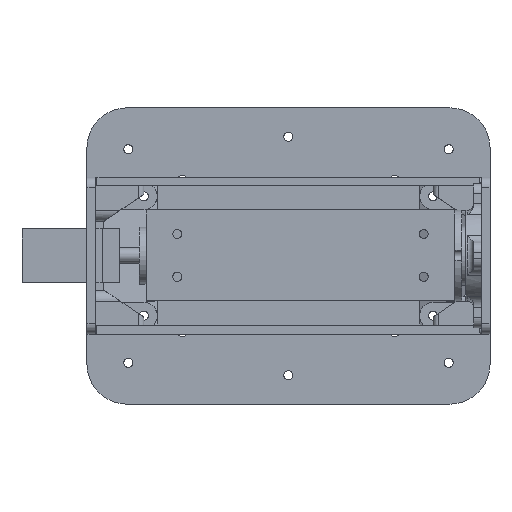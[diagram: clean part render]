
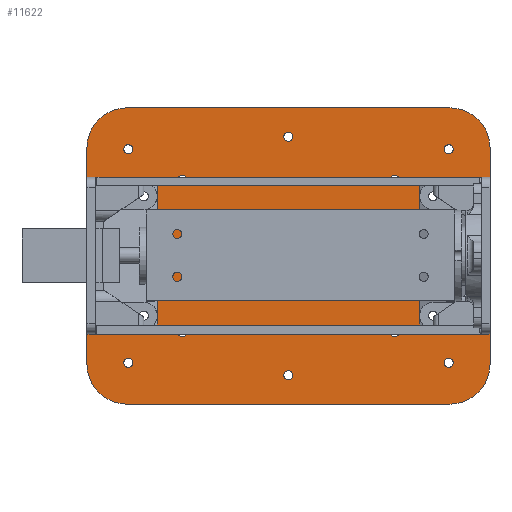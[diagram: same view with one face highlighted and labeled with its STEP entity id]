
A CAD part, top view. The second image highlights one B-rep face of the part: STEP entity #11622.
In plain terms, the highlighted planar face has unit normal (0, 0, 1).
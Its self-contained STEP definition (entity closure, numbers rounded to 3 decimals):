
#1194=LINE('',#27760,#1831);
#1200=LINE('',#27775,#1837);
#1210=LINE('',#27813,#1847);
#1211=LINE('',#27815,#1848);
#1831=VECTOR('',#16107,10.);
#1837=VECTOR('',#16123,10.);
#1847=VECTOR('',#16171,10.);
#1848=VECTOR('',#16174,10.);
#2435=FACE_BOUND('',#3860,.T.);
#2436=FACE_BOUND('',#3861,.T.);
#2437=FACE_BOUND('',#3862,.T.);
#2438=FACE_BOUND('',#3863,.T.);
#2439=FACE_BOUND('',#3864,.T.);
#2440=FACE_BOUND('',#3865,.T.);
#2441=FACE_BOUND('',#3866,.T.);
#2442=FACE_BOUND('',#3867,.T.);
#2443=FACE_BOUND('',#3868,.T.);
#2444=FACE_BOUND('',#3869,.T.);
#2445=FACE_BOUND('',#3870,.T.);
#2446=FACE_BOUND('',#3871,.T.);
#2447=FACE_BOUND('',#3872,.T.);
#2448=FACE_BOUND('',#3873,.T.);
#2449=FACE_BOUND('',#3874,.T.);
#3035=FACE_OUTER_BOUND('',#3859,.T.);
#3859=EDGE_LOOP('',(#10352,#10353,#10354,#10355,#10356,#10357,#10358,#10359));
#3860=EDGE_LOOP('',(#10360));
#3861=EDGE_LOOP('',(#10361));
#3862=EDGE_LOOP('',(#10362));
#3863=EDGE_LOOP('',(#10363));
#3864=EDGE_LOOP('',(#10364));
#3865=EDGE_LOOP('',(#10365));
#3866=EDGE_LOOP('',(#10366));
#3867=EDGE_LOOP('',(#10367));
#3868=EDGE_LOOP('',(#10368));
#3869=EDGE_LOOP('',(#10369));
#3870=EDGE_LOOP('',(#10370));
#3871=EDGE_LOOP('',(#10371));
#3872=EDGE_LOOP('',(#10372));
#3873=EDGE_LOOP('',(#10373));
#3874=EDGE_LOOP('',(#10374));
#4585=CIRCLE('',#13072,1.7);
#4587=CIRCLE('',#13075,1.7);
#4589=CIRCLE('',#13078,1.7);
#4591=CIRCLE('',#13081,1.7);
#4593=CIRCLE('',#13084,1.7);
#4595=CIRCLE('',#13087,1.7);
#4597=CIRCLE('',#13090,1.7);
#4599=CIRCLE('',#13093,15.);
#4611=CIRCLE('',#13108,15.);
#4612=CIRCLE('',#13110,15.);
#4613=CIRCLE('',#13113,15.);
#4614=CIRCLE('',#13115,1.7);
#4615=CIRCLE('',#13117,1.7);
#4616=CIRCLE('',#13119,1.7);
#4617=CIRCLE('',#13121,1.7);
#4618=CIRCLE('',#13123,1.7);
#4619=CIRCLE('',#13125,1.7);
#4620=CIRCLE('',#13127,1.7);
#4621=CIRCLE('',#13129,1.7);
#5589=VERTEX_POINT('',#27680);
#5591=VERTEX_POINT('',#27686);
#5593=VERTEX_POINT('',#27692);
#5595=VERTEX_POINT('',#27698);
#5597=VERTEX_POINT('',#27704);
#5599=VERTEX_POINT('',#27710);
#5601=VERTEX_POINT('',#27716);
#5604=VERTEX_POINT('',#27723);
#5605=VERTEX_POINT('',#27725);
#5620=VERTEX_POINT('',#27759);
#5621=VERTEX_POINT('',#27763);
#5622=VERTEX_POINT('',#27767);
#5623=VERTEX_POINT('',#27769);
#5624=VERTEX_POINT('',#27773);
#5625=VERTEX_POINT('',#27777);
#5626=VERTEX_POINT('',#27781);
#5627=VERTEX_POINT('',#27785);
#5628=VERTEX_POINT('',#27789);
#5629=VERTEX_POINT('',#27793);
#5630=VERTEX_POINT('',#27797);
#5631=VERTEX_POINT('',#27801);
#5632=VERTEX_POINT('',#27805);
#5633=VERTEX_POINT('',#27809);
#7165=EDGE_CURVE('',#5589,#5589,#4585,.T.);
#7168=EDGE_CURVE('',#5591,#5591,#4587,.T.);
#7171=EDGE_CURVE('',#5593,#5593,#4589,.T.);
#7174=EDGE_CURVE('',#5595,#5595,#4591,.T.);
#7177=EDGE_CURVE('',#5597,#5597,#4593,.T.);
#7180=EDGE_CURVE('',#5599,#5599,#4595,.T.);
#7183=EDGE_CURVE('',#5601,#5601,#4597,.T.);
#7186=EDGE_CURVE('',#5604,#5605,#4599,.T.);
#7203=EDGE_CURVE('',#5620,#5605,#1194,.T.);
#7205=EDGE_CURVE('',#5620,#5621,#4611,.T.);
#7208=EDGE_CURVE('',#5622,#5623,#4612,.T.);
#7211=EDGE_CURVE('',#5622,#5624,#1200,.T.);
#7213=EDGE_CURVE('',#5625,#5624,#4613,.T.);
#7215=EDGE_CURVE('',#5626,#5626,#4614,.T.);
#7217=EDGE_CURVE('',#5627,#5627,#4615,.T.);
#7219=EDGE_CURVE('',#5628,#5628,#4616,.T.);
#7221=EDGE_CURVE('',#5629,#5629,#4617,.T.);
#7223=EDGE_CURVE('',#5630,#5630,#4618,.T.);
#7225=EDGE_CURVE('',#5631,#5631,#4619,.T.);
#7227=EDGE_CURVE('',#5632,#5632,#4620,.T.);
#7229=EDGE_CURVE('',#5633,#5633,#4621,.T.);
#7230=EDGE_CURVE('',#5625,#5621,#1210,.T.);
#7231=EDGE_CURVE('',#5604,#5623,#1211,.T.);
#10352=ORIENTED_EDGE('',*,*,#7186,.F.);
#10353=ORIENTED_EDGE('',*,*,#7231,.T.);
#10354=ORIENTED_EDGE('',*,*,#7208,.F.);
#10355=ORIENTED_EDGE('',*,*,#7211,.T.);
#10356=ORIENTED_EDGE('',*,*,#7213,.F.);
#10357=ORIENTED_EDGE('',*,*,#7230,.T.);
#10358=ORIENTED_EDGE('',*,*,#7205,.F.);
#10359=ORIENTED_EDGE('',*,*,#7203,.T.);
#10360=ORIENTED_EDGE('',*,*,#7165,.T.);
#10361=ORIENTED_EDGE('',*,*,#7168,.T.);
#10362=ORIENTED_EDGE('',*,*,#7171,.T.);
#10363=ORIENTED_EDGE('',*,*,#7174,.T.);
#10364=ORIENTED_EDGE('',*,*,#7177,.T.);
#10365=ORIENTED_EDGE('',*,*,#7180,.T.);
#10366=ORIENTED_EDGE('',*,*,#7183,.T.);
#10367=ORIENTED_EDGE('',*,*,#7229,.F.);
#10368=ORIENTED_EDGE('',*,*,#7227,.F.);
#10369=ORIENTED_EDGE('',*,*,#7225,.F.);
#10370=ORIENTED_EDGE('',*,*,#7223,.F.);
#10371=ORIENTED_EDGE('',*,*,#7221,.F.);
#10372=ORIENTED_EDGE('',*,*,#7219,.F.);
#10373=ORIENTED_EDGE('',*,*,#7217,.F.);
#10374=ORIENTED_EDGE('',*,*,#7215,.F.);
#11011=PLANE('',#13132);
#11622=ADVANCED_FACE('',(#3035,#2435,#2436,#2437,#2438,#2439,#2440,#2441,
#2442,#2443,#2444,#2445,#2446,#2447,#2448,#2449),#11011,.F.);
#13072=AXIS2_PLACEMENT_3D('',#27682,#16025,#16026);
#13075=AXIS2_PLACEMENT_3D('',#27688,#16032,#16033);
#13078=AXIS2_PLACEMENT_3D('',#27694,#16039,#16040);
#13081=AXIS2_PLACEMENT_3D('',#27700,#16046,#16047);
#13084=AXIS2_PLACEMENT_3D('',#27706,#16053,#16054);
#13087=AXIS2_PLACEMENT_3D('',#27712,#16060,#16061);
#13090=AXIS2_PLACEMENT_3D('',#27718,#16067,#16068);
#13093=AXIS2_PLACEMENT_3D('',#27726,#16074,#16075);
#13108=AXIS2_PLACEMENT_3D('',#27764,#16111,#16112);
#13110=AXIS2_PLACEMENT_3D('',#27770,#16117,#16118);
#13113=AXIS2_PLACEMENT_3D('',#27779,#16127,#16128);
#13115=AXIS2_PLACEMENT_3D('',#27783,#16132,#16133);
#13117=AXIS2_PLACEMENT_3D('',#27787,#16137,#16138);
#13119=AXIS2_PLACEMENT_3D('',#27791,#16142,#16143);
#13121=AXIS2_PLACEMENT_3D('',#27795,#16147,#16148);
#13123=AXIS2_PLACEMENT_3D('',#27799,#16152,#16153);
#13125=AXIS2_PLACEMENT_3D('',#27803,#16157,#16158);
#13127=AXIS2_PLACEMENT_3D('',#27807,#16162,#16163);
#13129=AXIS2_PLACEMENT_3D('',#27811,#16167,#16168);
#13132=AXIS2_PLACEMENT_3D('',#27816,#16175,#16176);
#16025=DIRECTION('center_axis',(0.,0.,-1.));
#16026=DIRECTION('ref_axis',(1.,0.,0.));
#16032=DIRECTION('center_axis',(0.,0.,-1.));
#16033=DIRECTION('ref_axis',(1.,0.,0.));
#16039=DIRECTION('center_axis',(0.,0.,-1.));
#16040=DIRECTION('ref_axis',(1.,0.,0.));
#16046=DIRECTION('center_axis',(0.,0.,-1.));
#16047=DIRECTION('ref_axis',(1.,0.,0.));
#16053=DIRECTION('center_axis',(0.,0.,-1.));
#16054=DIRECTION('ref_axis',(1.,0.,0.));
#16060=DIRECTION('center_axis',(0.,0.,-1.));
#16061=DIRECTION('ref_axis',(1.,0.,0.));
#16067=DIRECTION('center_axis',(0.,0.,-1.));
#16068=DIRECTION('ref_axis',(1.,0.,0.));
#16074=DIRECTION('center_axis',(0.,0.,-1.));
#16075=DIRECTION('ref_axis',(0.707,-0.707,0.));
#16107=DIRECTION('',(1.,0.,0.));
#16111=DIRECTION('center_axis',(0.,0.,-1.));
#16112=DIRECTION('ref_axis',(-0.707,-0.707,0.));
#16117=DIRECTION('center_axis',(0.,0.,-1.));
#16118=DIRECTION('ref_axis',(0.707,0.707,0.));
#16123=DIRECTION('',(-1.,0.,0.));
#16127=DIRECTION('center_axis',(0.,0.,-1.));
#16128=DIRECTION('ref_axis',(-0.707,0.707,0.));
#16132=DIRECTION('center_axis',(0.,0.,1.));
#16133=DIRECTION('ref_axis',(1.,0.,0.));
#16137=DIRECTION('center_axis',(0.,0.,1.));
#16138=DIRECTION('ref_axis',(1.,0.,0.));
#16142=DIRECTION('center_axis',(0.,0.,1.));
#16143=DIRECTION('ref_axis',(1.,0.,0.));
#16147=DIRECTION('center_axis',(0.,0.,1.));
#16148=DIRECTION('ref_axis',(1.,0.,0.));
#16152=DIRECTION('center_axis',(0.,0.,1.));
#16153=DIRECTION('ref_axis',(1.,0.,0.));
#16157=DIRECTION('center_axis',(0.,0.,1.));
#16158=DIRECTION('ref_axis',(1.,0.,0.));
#16162=DIRECTION('center_axis',(0.,0.,1.));
#16163=DIRECTION('ref_axis',(1.,0.,0.));
#16167=DIRECTION('center_axis',(0.,0.,1.));
#16168=DIRECTION('ref_axis',(1.,0.,0.));
#16171=DIRECTION('',(0.,-1.,0.));
#16174=DIRECTION('',(0.,1.,0.));
#16175=DIRECTION('center_axis',(0.,0.,-1.));
#16176=DIRECTION('ref_axis',(1.,0.,0.));
#27680=CARTESIAN_POINT('',(59.812,-44.927,-66.879));
#27682=CARTESIAN_POINT('Origin',(61.512,-44.927,-66.879));
#27686=CARTESIAN_POINT('',(20.062,28.386,-66.879));
#27688=CARTESIAN_POINT('Origin',(21.762,28.386,-66.879));
#27692=CARTESIAN_POINT('',(99.561,-28.797,-66.879));
#27694=CARTESIAN_POINT('Origin',(101.261,-28.797,-66.879));
#27698=CARTESIAN_POINT('',(20.062,-28.797,-66.879));
#27700=CARTESIAN_POINT('Origin',(21.762,-28.797,-66.879));
#27704=CARTESIAN_POINT('',(59.812,44.516,-66.879));
#27706=CARTESIAN_POINT('Origin',(61.512,44.516,-66.879));
#27710=CARTESIAN_POINT('',(99.561,28.386,-66.879));
#27712=CARTESIAN_POINT('Origin',(101.261,28.386,-66.879));
#27716=CARTESIAN_POINT('',(54.812,-0.205,-66.879));
#27718=CARTESIAN_POINT('Origin',(56.512,-0.205,-66.879));
#27723=CARTESIAN_POINT('',(137.024,-40.705,-66.879));
#27725=CARTESIAN_POINT('',(122.024,-55.705,-66.879));
#27726=CARTESIAN_POINT('Origin',(122.024,-40.705,-66.879));
#27759=CARTESIAN_POINT('',(0.999,-55.705,-66.879));
#27760=CARTESIAN_POINT('',(-14.001,-55.705,-66.879));
#27763=CARTESIAN_POINT('',(-14.001,-40.705,-66.879));
#27764=CARTESIAN_POINT('Origin',(0.999,-40.705,-66.879));
#27767=CARTESIAN_POINT('',(122.024,55.295,-66.879));
#27769=CARTESIAN_POINT('',(137.024,40.295,-66.879));
#27770=CARTESIAN_POINT('Origin',(122.024,40.295,-66.879));
#27773=CARTESIAN_POINT('',(0.999,55.295,-66.879));
#27775=CARTESIAN_POINT('',(137.024,55.295,-66.879));
#27777=CARTESIAN_POINT('',(-14.001,40.295,-66.879));
#27779=CARTESIAN_POINT('Origin',(0.999,40.295,-66.879));
#27781=CARTESIAN_POINT('',(119.812,-40.205,-66.879));
#27783=CARTESIAN_POINT('Origin',(121.512,-40.205,-66.879));
#27785=CARTESIAN_POINT('',(113.974,22.145,-66.879));
#27787=CARTESIAN_POINT('Origin',(115.674,22.145,-66.879));
#27789=CARTESIAN_POINT('',(113.974,-22.555,-66.879));
#27791=CARTESIAN_POINT('Origin',(115.674,-22.555,-66.879));
#27793=CARTESIAN_POINT('',(-0.188,39.795,-66.879));
#27795=CARTESIAN_POINT('Origin',(1.512,39.795,-66.879));
#27797=CARTESIAN_POINT('',(5.649,22.145,-66.879));
#27799=CARTESIAN_POINT('Origin',(7.349,22.145,-66.879));
#27801=CARTESIAN_POINT('',(5.649,-22.555,-66.879));
#27803=CARTESIAN_POINT('Origin',(7.349,-22.555,-66.879));
#27805=CARTESIAN_POINT('',(-0.188,-40.205,-66.879));
#27807=CARTESIAN_POINT('Origin',(1.512,-40.205,-66.879));
#27809=CARTESIAN_POINT('',(119.812,39.795,-66.879));
#27811=CARTESIAN_POINT('Origin',(121.512,39.795,-66.879));
#27813=CARTESIAN_POINT('',(-14.001,55.295,-66.879));
#27815=CARTESIAN_POINT('',(137.024,-55.705,-66.879));
#27816=CARTESIAN_POINT('Origin',(61.512,-0.205,-66.879));
